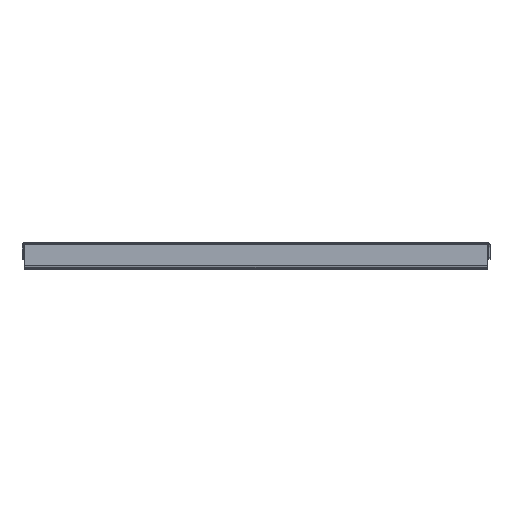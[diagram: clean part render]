
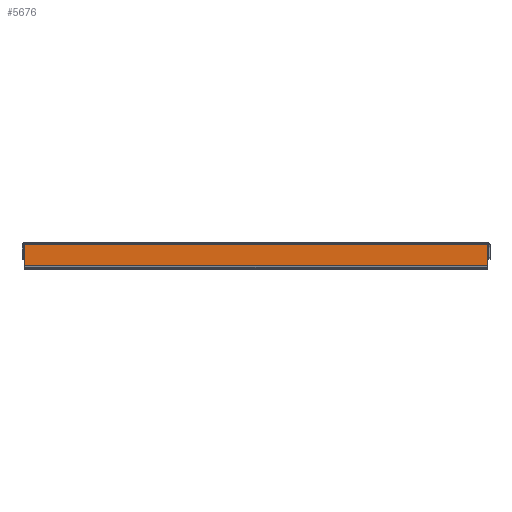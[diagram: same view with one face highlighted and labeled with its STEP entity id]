
A CAD part, top view. The second image highlights one B-rep face of the part: STEP entity #5676.
In plain terms, the highlighted planar face has unit normal (0, 0, 1).
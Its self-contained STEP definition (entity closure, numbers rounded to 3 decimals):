
#85 = VECTOR ( 'NONE', #2585, 1000. ) ;
#392 = CARTESIAN_POINT ( 'NONE',  ( -296., -3., 449. ) ) ;
#432 = EDGE_CURVE ( 'NONE', #11803, #13837, #11434, .T. ) ;
#2435 = CARTESIAN_POINT ( 'NONE',  ( -296., -30., 449. ) ) ;
#2583 = PLANE ( 'NONE',  #4657 ) ;
#2585 = DIRECTION ( 'NONE',  ( -1., 0., 0. ) ) ;
#3257 = CARTESIAN_POINT ( 'NONE',  ( -296., -1.5, 449. ) ) ;
#3351 = DIRECTION ( 'NONE',  ( 0., 1., 0. ) ) ;
#4351 = DIRECTION ( 'NONE',  ( 0., -1., 0. ) ) ;
#4657 = AXIS2_PLACEMENT_3D ( 'NONE', #16226, #11526, #4351 ) ;
#4937 = ORIENTED_EDGE ( 'NONE', *, *, #12022, .F. ) ;
#5034 = LINE ( 'NONE', #3257, #5702 ) ;
#5536 = FACE_OUTER_BOUND ( 'NONE', #10422, .T. ) ;
#5676 = ADVANCED_FACE ( 'NONE', ( #5536 ), #2583, .T. ) ;
#5702 = VECTOR ( 'NONE', #3351, 1000. ) ;
#7843 = ORIENTED_EDGE ( 'NONE', *, *, #9129, .T. ) ;
#8900 = ORIENTED_EDGE ( 'NONE', *, *, #9131, .F. ) ;
#9129 = EDGE_CURVE ( 'NONE', #14656, #11688, #19391, .T. ) ;
#9131 = EDGE_CURVE ( 'NONE', #13837, #11688, #5034, .T. ) ;
#9234 = CARTESIAN_POINT ( 'NONE',  ( 296., -3., 449. ) ) ;
#9361 = LINE ( 'NONE', #16702, #18519 ) ;
#10422 = EDGE_LOOP ( 'NONE', ( #4937, #7843, #8900, #13566 ) ) ;
#10829 = CARTESIAN_POINT ( 'NONE',  ( 0., -3., 449. ) ) ;
#11434 = LINE ( 'NONE', #15656, #85 ) ;
#11526 = DIRECTION ( 'NONE',  ( 0., 0., 1. ) ) ;
#11688 = VERTEX_POINT ( 'NONE', #392 ) ;
#11803 = VERTEX_POINT ( 'NONE', #12603 ) ;
#12022 = EDGE_CURVE ( 'NONE', #14656, #11803, #9361, .T. ) ;
#12603 = CARTESIAN_POINT ( 'NONE',  ( 296., -30., 449. ) ) ;
#13566 = ORIENTED_EDGE ( 'NONE', *, *, #432, .F. ) ;
#13837 = VERTEX_POINT ( 'NONE', #2435 ) ;
#14656 = VERTEX_POINT ( 'NONE', #9234 ) ;
#15656 = CARTESIAN_POINT ( 'NONE',  ( -296., -30., 449. ) ) ;
#15731 = VECTOR ( 'NONE', #16805, 1000. ) ;
#16226 = CARTESIAN_POINT ( 'NONE',  ( 0., 0., 449. ) ) ;
#16702 = CARTESIAN_POINT ( 'NONE',  ( 296., -30., 449. ) ) ;
#16805 = DIRECTION ( 'NONE',  ( -1., 0., 0. ) ) ;
#18278 = DIRECTION ( 'NONE',  ( 0., -1., 0. ) ) ;
#18519 = VECTOR ( 'NONE', #18278, 1000. ) ;
#19391 = LINE ( 'NONE', #10829, #15731 ) ;
